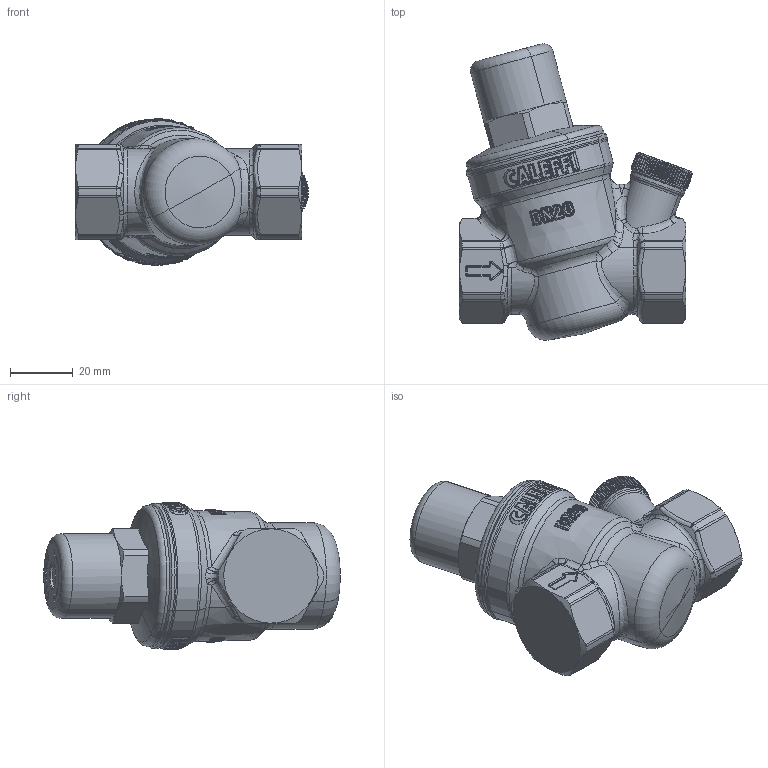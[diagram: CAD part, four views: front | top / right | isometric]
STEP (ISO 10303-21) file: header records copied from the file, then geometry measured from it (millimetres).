
FILE_DESCRIPTION(('CATIA V5 STEP Exchange','CAx-IF Rec.Pracs.--- Model Styling and Organization---1.4--- 2014-01-23','CAx-IF Rec.Pracs.---3D Tessellated Data Validation Properties---0.5---2014-09-14'),'2;1');
FILE_NAME('STEP_533451_-_TST.stp','2022-02-28T09:32:53+00:00',('none'),('none'),'CATIA Version 5-6 Release 2019 SP3','CATIA V5 STEP AP242 v1','none');
FILE_SCHEMA(('AP242_MANAGED_MODEL_BASED_3D_ENGINEERING_MIM_LF {1 0 10303 442 1 1 4}'));
Products named in the file (1): X0001877_ALLCATPART
Bounding box: 74.18 x 94.22 x 46.5 mm (x, y, z)
Volume: 126976.1 mm3; surface area: 18244.6 mm2
Topology: 1 solids, 1 shells, 2159 faces, 5281 edges, 2965 vertices
Faces by surface type: bspline 1008, plane 511, cylinder 310, sphere 192, torus 74, cone 64
Entity records: 110840 total; most frequent: CARTESIAN_POINT 72098, ORIENTED_EDGE 10154, EDGE_CURVE 5077, DIRECTION 3933, VERTEX_POINT 2965, B_SPLINE_CURVE_WITH_KNOTS 2914, EDGE_LOOP 2204, ADVANCED_FACE 2159
